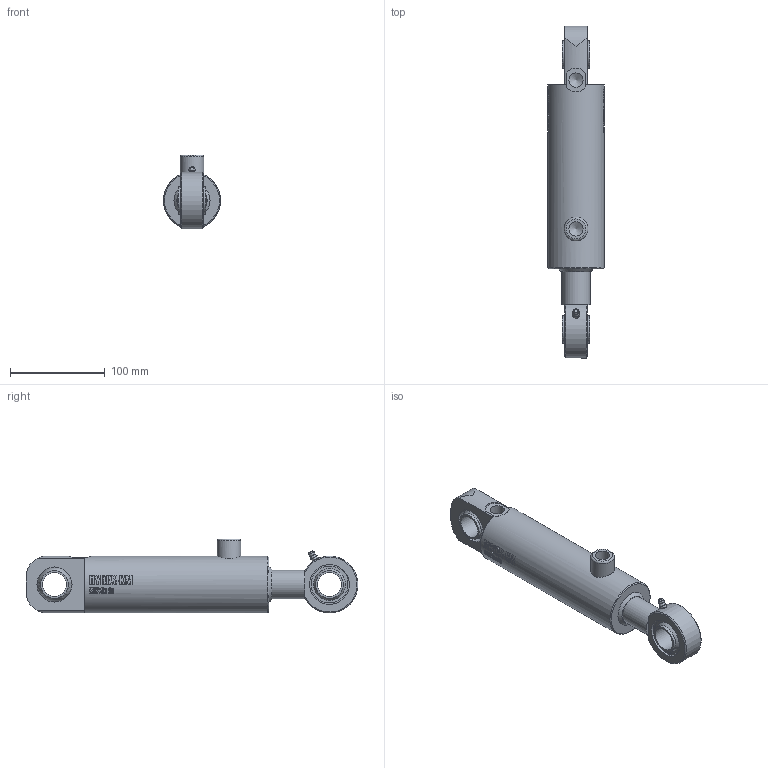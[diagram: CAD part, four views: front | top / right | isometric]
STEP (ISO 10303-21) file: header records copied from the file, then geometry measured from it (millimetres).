
FILE_DESCRIPTION((''),'2;1');
FILE_NAME('KS2DVL50_30.stp','2012-02-27T08:09:01',('tribel'),(''),'Autodesk Inventor 2011','Autodesk Inventor 2011','');
FILE_SCHEMA(('AUTOMOTIVE_DESIGN { 1 0 10303 214 1 1 1 1 }'));
Length unit declared in the file: millimetre
Products named in the file (6): KS2DVL50_30; KS2DVL50_30_Parameters; KS2DVL50_30_stang; KS2DVL50_30_body.; KS.eye25; KS.25.kule
Assembly tree (5 placements, depth 2):
  KS2DVL50_30
    KS2DVL50_30_Parameters
    KS2DVL50_30_stang
    KS2DVL50_30_body.
    KS.eye25
    KS.25.kule
Bounding box: 60 x 350 x 78 mm (x, y, z)
Volume: 571117.7 mm3; surface area: 130805.2 mm2
Topology: 4 solids, 6 shells, 587 faces, 1556 edges, 1027 vertices
Faces by surface type: plane 298, bspline 168, cylinder 78, cone 27, torus 9, sphere 7
Full cylindrical faces by diameter (mm): 2.286 x2, 3 x1, 4 x1, 4.917 x1, 14.95 x2, 25 x3, 29 x4, 30 x2, 37 x1, 42 x2, 50 x2, 60 x1
Entity records: 39917 total; most frequent: CARTESIAN_POINT 26865, ORIENTED_EDGE 2968, DIRECTION 1982, EDGE_CURVE 1486, VERTEX_POINT 1002, AXIS2_PLACEMENT_3D 695, EDGE_LOOP 693, VECTOR 592
